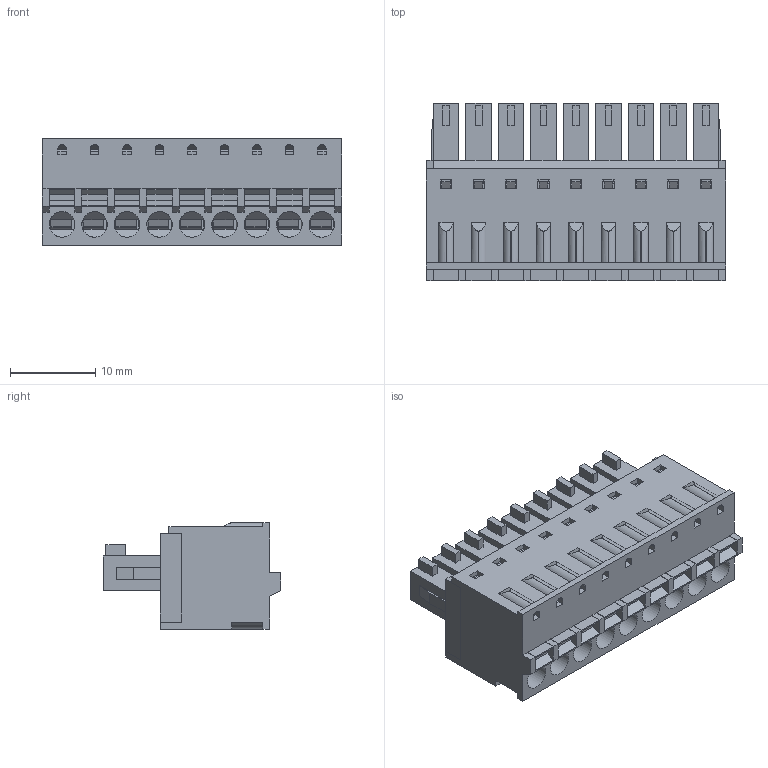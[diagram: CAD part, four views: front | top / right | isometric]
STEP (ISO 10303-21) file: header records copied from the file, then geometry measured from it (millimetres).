
FILE_DESCRIPTION( ( 'Unknown' ), '1' );
FILE_NAME( '691368300009B.stp', 'Unknown', ( 'Unknown' ), ( 'Unknown' ), 'PSStep 19.0.9', 'Unknown', ' ' );
FILE_SCHEMA( ( 'AUTOMOTIVE_DESIGN { 1 0 10303 214 1 1 1 1 }' ) );
Length unit declared in the file: millimetre
Products named in the file (6): Assem1; 6913683000xxB_BOUTON; 6913683000xxB_PIN; 6913683000xxB_LANGUETTE; 691368300009B; 691368300009B_BACK
Assembly tree (29 placements, depth 2):
  Assem1
    6913683000xxB_BOUTON  x9
    6913683000xxB_PIN  x9
    6913683000xxB_LANGUETTE  x9
    691368300009B
    691368300009B_BACK
Bounding box: 35.09 x 20.8 x 12.5 mm (x, y, z)
Volume: 3674 mm3; surface area: 11397 mm2
Topology: 29 solids, 29 shells, 2608 faces, 7281 edges, 4704 vertices
Faces by surface type: plane 2212, cylinder 396
Full cylindrical faces by diameter (mm): 1 x9, 3 x9
Entity records: 60335 total; most frequent: CARTESIAN_POINT 8767, ORIENTED_EDGE 8474, DIRECTION 7613, EDGE_CURVE 4237, LINE 3909, VECTOR 3909, VERTEX_POINT 2718, AXIS2_PLACEMENT_3D 1852
